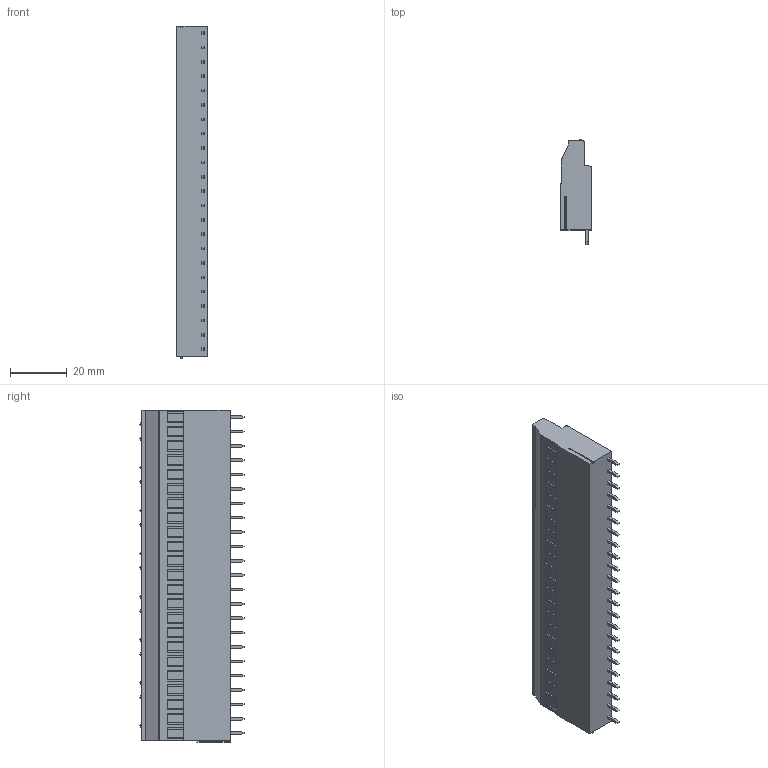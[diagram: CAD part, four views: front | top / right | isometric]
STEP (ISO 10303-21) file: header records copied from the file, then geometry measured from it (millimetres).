
FILE_DESCRIPTION((''),'2;1');
FILE_NAME('TL324VM','2025-01-11T',('yanfa'),(''),'PRO/ENGINEER BY PARAMETRIC TECHNOLOGY CORPORATION, 2009280','PRO/ENGINEER BY PARAMETRIC TECHNOLOGY CORPORATION, 2009280','');
FILE_SCHEMA(('AUTOMOTIVE_DESIGN_CC2 { 1 2 10303 214 -1 1 5 2 }'));
Length unit declared in the file: millimetre
Products named in the file (1): TL324VM
Bounding box: 11.1 x 37 x 117.44 mm (x, y, z)
Volume: 35646.1 mm3; surface area: 11973 mm2
Topology: 1 solids, 1 shells, 729 faces, 1995 edges, 1299 vertices
Faces by surface type: plane 553, cylinder 100, torus 46, sphere 30
Entity records: 23070 total; most frequent: CARTESIAN_POINT 4499, ORIENTED_EDGE 3930, DIRECTION 3729, EDGE_CURVE 1965, VECTOR 1475, LINE 1475, VERTEX_POINT 1299, AXIS2_PLACEMENT_3D 1127
